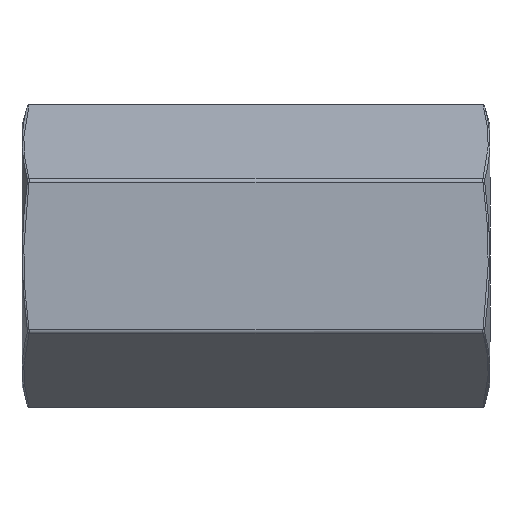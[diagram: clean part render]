
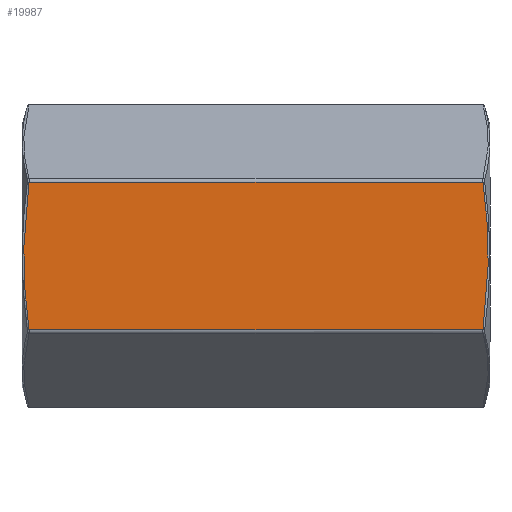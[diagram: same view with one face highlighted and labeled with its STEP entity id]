
A CAD part, front view. The second image highlights one B-rep face of the part: STEP entity #19987.
In plain terms, the highlighted planar face has unit normal (0, -1, 0).
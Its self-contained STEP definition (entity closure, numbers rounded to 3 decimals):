
#1261 = CARTESIAN_POINT ( 'NONE',  ( 26.682, -15.5, -8.66 ) ) ;
#1289 = VERTEX_POINT ( 'NONE', #21848 ) ;
#1482 = CARTESIAN_POINT ( 'NONE',  ( 27.027, -15.5, 5.774 ) ) ;
#1502 = CARTESIAN_POINT ( 'NONE',  ( -27.027, -15.5, -5.774 ) ) ;
#3033 = CARTESIAN_POINT ( 'NONE',  ( 26.872, -15.5, 7.217 ) ) ;
#3485 = LINE ( 'NONE', #18620, #7858 ) ;
#3822 = EDGE_LOOP ( 'NONE', ( #7892, #5903, #14102, #14714 ) ) ;
#4717 = CARTESIAN_POINT ( 'NONE',  ( 27.237, -15.5, -2.887 ) ) ;
#5013 = CARTESIAN_POINT ( 'NONE',  ( 27.237, -15.5, 2.887 ) ) ;
#5903 = ORIENTED_EDGE ( 'NONE', *, *, #9877, .T. ) ;
#6791 = CARTESIAN_POINT ( 'NONE',  ( -27.349, -15.5, 0. ) ) ;
#6872 = CARTESIAN_POINT ( 'NONE',  ( -27.237, -15.5, -2.887 ) ) ;
#6949 = AXIS2_PLACEMENT_3D ( 'NONE', #12006, #14141, #7101 ) ;
#7101 = DIRECTION ( 'NONE',  ( 0., 0., 1. ) ) ;
#7320 = LINE ( 'NONE', #10173, #14437 ) ;
#7609 = CARTESIAN_POINT ( 'NONE',  ( 26.682, -15.5, 8.66 ) ) ;
#7858 = VECTOR ( 'NONE', #20362, 1000. ) ;
#7892 = ORIENTED_EDGE ( 'NONE', *, *, #9444, .T. ) ;
#8187 = EDGE_CURVE ( 'NONE', #1289, #9313, #21193, .T. ) ;
#8537 = CARTESIAN_POINT ( 'NONE',  ( -26.872, -15.5, 7.217 ) ) ;
#9312 = FACE_OUTER_BOUND ( 'NONE', #3822, .T. ) ;
#9313 = VERTEX_POINT ( 'NONE', #9800 ) ;
#9444 = EDGE_CURVE ( 'NONE', #9313, #19458, #3485, .T. ) ;
#9625 = EDGE_CURVE ( 'NONE', #21620, #1289, #7320, .T. ) ;
#9800 = CARTESIAN_POINT ( 'NONE',  ( -26.682, -15.5, -8.66 ) ) ;
#9877 = EDGE_CURVE ( 'NONE', #19458, #21620, #21319, .T. ) ;
#10137 = CARTESIAN_POINT ( 'NONE',  ( -27.237, -15.5, 2.887 ) ) ;
#10173 = CARTESIAN_POINT ( 'NONE',  ( 27.5, -15.5, 8.66 ) ) ;
#10230 = PLANE ( 'NONE',  #6949 ) ;
#10465 = DIRECTION ( 'NONE',  ( -1., 0., 0. ) ) ;
#12006 = CARTESIAN_POINT ( 'NONE',  ( 27.5, -15.5, 8.949 ) ) ;
#12938 = CARTESIAN_POINT ( 'NONE',  ( 26.682, -15.5, -8.66 ) ) ;
#13501 = CARTESIAN_POINT ( 'NONE',  ( 27.349, -15.5, 0. ) ) ;
#13653 = CARTESIAN_POINT ( 'NONE',  ( 26.872, -15.5, -7.217 ) ) ;
#13668 = CARTESIAN_POINT ( 'NONE',  ( -26.872, -15.5, -7.217 ) ) ;
#14102 = ORIENTED_EDGE ( 'NONE', *, *, #9625, .T. ) ;
#14141 = DIRECTION ( 'NONE',  ( 0., 1., 0. ) ) ;
#14437 = VECTOR ( 'NONE', #10465, 1000. ) ;
#14714 = ORIENTED_EDGE ( 'NONE', *, *, #8187, .T. ) ;
#15274 = CARTESIAN_POINT ( 'NONE',  ( 26.682, -15.5, 8.66 ) ) ;
#15746 = CARTESIAN_POINT ( 'NONE',  ( -26.682, -15.5, 8.66 ) ) ;
#18620 = CARTESIAN_POINT ( 'NONE',  ( 27.5, -15.5, -8.66 ) ) ;
#18941 = CARTESIAN_POINT ( 'NONE',  ( 27.027, -15.5, -5.774 ) ) ;
#19458 = VERTEX_POINT ( 'NONE', #12938 ) ;
#19987 = ADVANCED_FACE ( 'NONE', ( #9312 ), #10230, .F. ) ;
#20362 = DIRECTION ( 'NONE',  ( 1., 0., 0. ) ) ;
#21193 = B_SPLINE_CURVE_WITH_KNOTS ( 'NONE', 3,
 ( #15746, #8537, #22419, #10137, #6791, #6872, #1502, #13668, #22564 ),
 .UNSPECIFIED., .F., .F.,
 ( 4, 2, 1, 2, 4 ),
 ( 0., 0.004, 0.009, 0.013, 0.017 ),
 .UNSPECIFIED. ) ;
#21319 = B_SPLINE_CURVE_WITH_KNOTS ( 'NONE', 3,
 ( #1261, #13653, #18941, #4717, #13501, #5013, #1482, #3033, #15274 ),
 .UNSPECIFIED., .F., .F.,
 ( 4, 2, 1, 2, 4 ),
 ( 0., 0.004, 0.009, 0.013, 0.017 ),
 .UNSPECIFIED. ) ;
#21620 = VERTEX_POINT ( 'NONE', #7609 ) ;
#21848 = CARTESIAN_POINT ( 'NONE',  ( -26.682, -15.5, 8.66 ) ) ;
#22419 = CARTESIAN_POINT ( 'NONE',  ( -27.027, -15.5, 5.774 ) ) ;
#22564 = CARTESIAN_POINT ( 'NONE',  ( -26.682, -15.5, -8.66 ) ) ;
